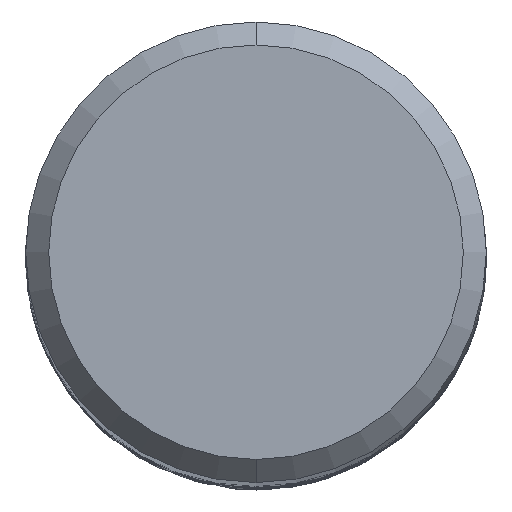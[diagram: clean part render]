
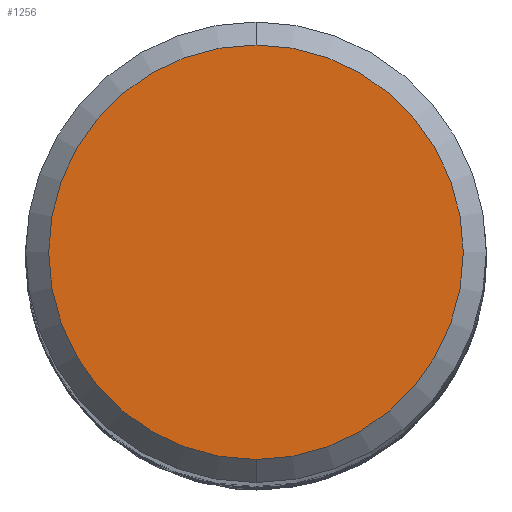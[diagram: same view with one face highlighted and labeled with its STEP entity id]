
A CAD part, top view. The second image highlights one B-rep face of the part: STEP entity #1256.
In plain terms, the highlighted planar face has unit normal (0, 0, 1).
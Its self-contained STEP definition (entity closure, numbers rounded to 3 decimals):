
#668=VERTEX_POINT('',#1782);
#744=EDGE_CURVE('',#1386,#668,#1865,.T.);
#836=EDGE_CURVE('',#668,#1386,#1963,.T.);
#1256=ADVANCED_FACE('',(#2429),#2430,.T.);
#1386=VERTEX_POINT('',#2574);
#1782=CARTESIAN_POINT('',(0.0,3.6,0.0));
#1865=CIRCLE('',#4457,3.6);
#1963=CIRCLE('',#5009,3.6);
#2429=FACE_OUTER_BOUND('',#11194,.T.);
#2430=PLANE('',#11195);
#2574=CARTESIAN_POINT('',(0.,-3.6,0.0));
#4457=AXIS2_PLACEMENT_3D('',#15622,#15623,#15624);
#5009=AXIS2_PLACEMENT_3D('',#15715,#15716,#15717);
#11194=EDGE_LOOP('',(#16225,#16226));
#11195=AXIS2_PLACEMENT_3D('',#16227,#16228,#16229);
#15622=CARTESIAN_POINT('',(0.0,0.0,0.0));
#15623=DIRECTION('',(0.0,0.0,-1.0));
#15624=DIRECTION('',(0.0,1.0,0.0));
#15715=CARTESIAN_POINT('',(0.0,0.0,0.0));
#15716=DIRECTION('',(0.0,0.0,-1.0));
#15717=DIRECTION('',(0.0,1.0,0.0));
#16225=ORIENTED_EDGE('',*,*,#836,.F.);
#16226=ORIENTED_EDGE('',*,*,#744,.F.);
#16227=CARTESIAN_POINT('',(0.0,1.8,0.0));
#16228=DIRECTION('',(-0.0,0.0,1.0));
#16229=DIRECTION('',(0.0,-1.0,0.0));
